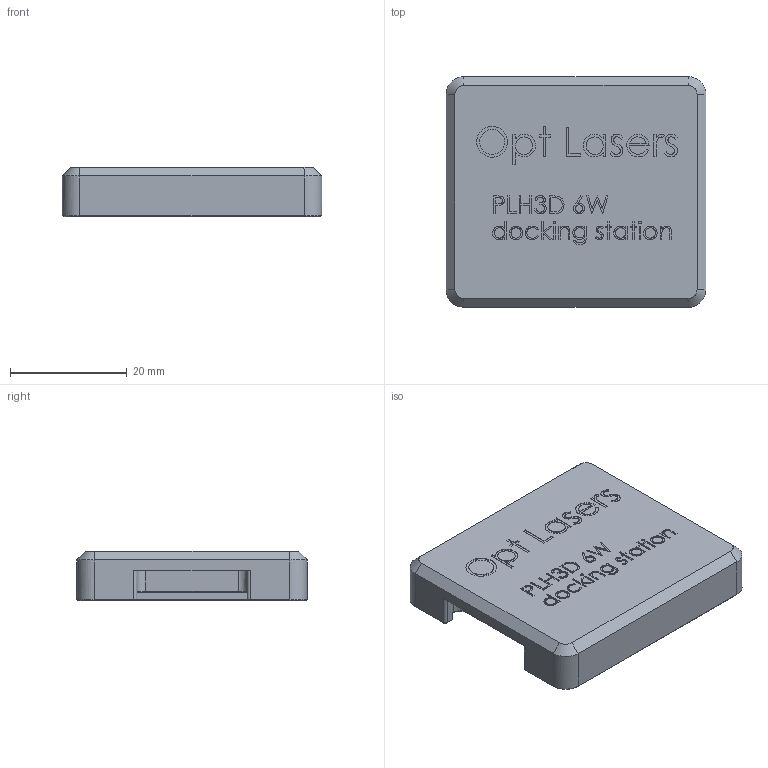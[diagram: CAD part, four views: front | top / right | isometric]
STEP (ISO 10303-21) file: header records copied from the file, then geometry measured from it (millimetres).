
FILE_DESCRIPTION( ('This file contains a STEP AP42 implementation' ,'as created by ZW3D STEP Interface translator.') ,'2;1' );
FILE_NAME( 'PLH3D-6W_LaserDock_Cover_assemble.stp' ,'201028. 65951', (''), ('ZWCAD Software Co.'), 'Version 1.0', 'ZW3D to STEP translator', '' );
FILE_SCHEMA(('AUTOMOTIVE_DESIGN'));
Length unit declared in the file: millimetre
Products named in the file (2): 0; PLH3D-6W_LaserDock_Cover_assemble1
Bounding box: 44.5 x 39.5 x 8.5 mm (x, y, z)
Volume: 12211.3 mm3; surface area: 5502.2 mm2
Topology: 5 solids, 6 shells, 524 faces, 1337 edges, 875 vertices
Faces by surface type: bspline 524
Entity records: 17567 total; most frequent: CARTESIAN_POINT 8781, ORIENTED_EDGE 2670, EDGE_CURVE 1335, B_SPLINE_CURVE_WITH_KNOTS 1203, VERTEX_POINT 875, EDGE_LOOP 576, FACE_OUTER_BOUND 524, ADVANCED_FACE 524
